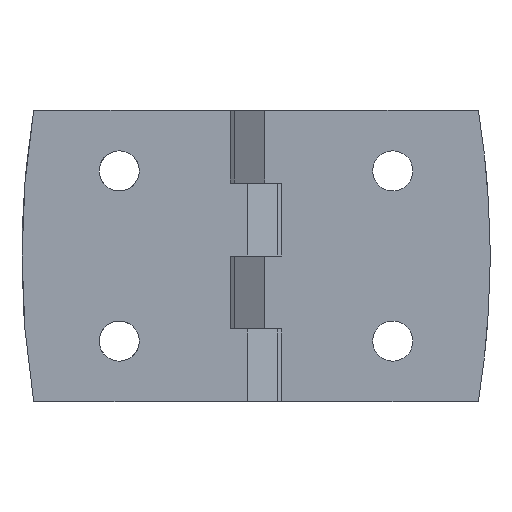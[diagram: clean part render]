
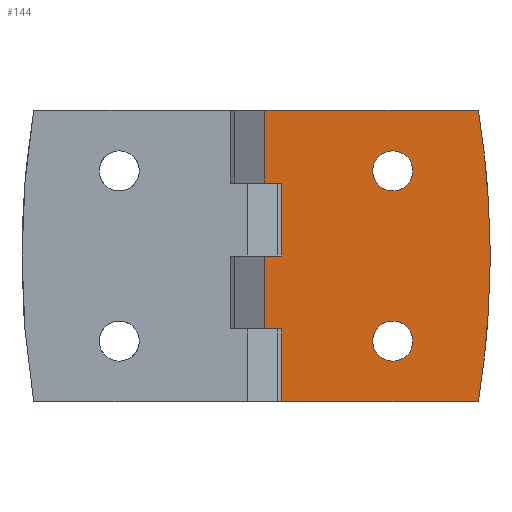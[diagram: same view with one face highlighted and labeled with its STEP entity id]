
A CAD part, front view. The second image highlights one B-rep face of the part: STEP entity #144.
In plain terms, the highlighted planar face has unit normal (0, -1, 0).
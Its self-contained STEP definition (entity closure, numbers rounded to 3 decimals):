
#144 = ADVANCED_FACE( '', ( #288, #289, #290 ), #291, .F. );
#288 = FACE_BOUND( '', #478, .T. );
#289 = FACE_BOUND( '', #479, .T. );
#290 = FACE_OUTER_BOUND( '', #480, .T. );
#291 = PLANE( '', #481 );
#478 = EDGE_LOOP( '', ( #682 ) );
#479 = EDGE_LOOP( '', ( #683 ) );
#480 = EDGE_LOOP( '', ( #684, #685, #686, #687, #688, #689, #690, #691, #692, #693, #694, #695 ) );
#481 = AXIS2_PLACEMENT_3D( '', #696, #697, #698 );
#682 = ORIENTED_EDGE( '', *, *, #1087, .T. );
#683 = ORIENTED_EDGE( '', *, *, #1088, .T. );
#684 = ORIENTED_EDGE( '', *, *, #1089, .T. );
#685 = ORIENTED_EDGE( '', *, *, #1090, .T. );
#686 = ORIENTED_EDGE( '', *, *, #1091, .T. );
#687 = ORIENTED_EDGE( '', *, *, #1067, .T. );
#688 = ORIENTED_EDGE( '', *, *, #1092, .F. );
#689 = ORIENTED_EDGE( '', *, *, #1093, .T. );
#690 = ORIENTED_EDGE( '', *, *, #1094, .F. );
#691 = ORIENTED_EDGE( '', *, *, #1095, .T. );
#692 = ORIENTED_EDGE( '', *, *, #1096, .T. );
#693 = ORIENTED_EDGE( '', *, *, #1097, .F. );
#694 = ORIENTED_EDGE( '', *, *, #1098, .F. );
#695 = ORIENTED_EDGE( '', *, *, #1099, .T. );
#696 = CARTESIAN_POINT( '', ( 1.4, -9., 24. ) );
#697 = DIRECTION( '', ( 0., 1., 0. ) );
#698 = DIRECTION( '', ( 0., 0., 1. ) );
#1067 = EDGE_CURVE( '', #1232, #1233, #1234, .F. );
#1087 = EDGE_CURVE( '', #1267, #1267, #1268, .T. );
#1088 = EDGE_CURVE( '', #1269, #1269, #1270, .T. );
#1089 = EDGE_CURVE( '', #1271, #1272, #1273, .T. );
#1090 = EDGE_CURVE( '', #1272, #1274, #1275, .T. );
#1091 = EDGE_CURVE( '', #1274, #1232, #1276, .T. );
#1092 = EDGE_CURVE( '', #1277, #1233, #1278, .T. );
#1093 = EDGE_CURVE( '', #1277, #1279, #1280, .F. );
#1094 = EDGE_CURVE( '', #1281, #1279, #1282, .T. );
#1095 = EDGE_CURVE( '', #1281, #1283, #1284, .T. );
#1096 = EDGE_CURVE( '', #1283, #1285, #1286, .T. );
#1097 = EDGE_CURVE( '', #1287, #1285, #1288, .T. );
#1098 = EDGE_CURVE( '', #1289, #1287, #1290, .T. );
#1099 = EDGE_CURVE( '', #1289, #1271, #1291, .T. );
#1232 = VERTEX_POINT( '', #1479 );
#1233 = VERTEX_POINT( '', #1480 );
#1234 = CIRCLE( '', #1481, 150.585 );
#1267 = VERTEX_POINT( '', #1526 );
#1268 = CIRCLE( '', #1527, 3.3 );
#1269 = VERTEX_POINT( '', #1528 );
#1270 = CIRCLE( '', #1529, 3.3 );
#1271 = VERTEX_POINT( '', #1530 );
#1272 = VERTEX_POINT( '', #1531 );
#1273 = LINE( '', #1532, #1533 );
#1274 = VERTEX_POINT( '', #1534 );
#1275 = LINE( '', #1535, #1536 );
#1276 = LINE( '', #1537, #1538 );
#1277 = VERTEX_POINT( '', #1539 );
#1278 = LINE( '', #1540, #1541 );
#1279 = VERTEX_POINT( '', #1542 );
#1280 = CIRCLE( '', #1543, 150.585 );
#1281 = VERTEX_POINT( '', #1544 );
#1282 = LINE( '', #1545, #1546 );
#1283 = VERTEX_POINT( '', #1547 );
#1284 = LINE( '', #1548, #1549 );
#1285 = VERTEX_POINT( '', #1550 );
#1286 = LINE( '', #1551, #1552 );
#1287 = VERTEX_POINT( '', #1553 );
#1288 = LINE( '', #1554, #1555 );
#1289 = VERTEX_POINT( '', #1556 );
#1290 = LINE( '', #1557, #1558 );
#1291 = LINE( '', #1559, #1560 );
#1479 = CARTESIAN_POINT( '', ( 36.575, -9., -24. ) );
#1480 = CARTESIAN_POINT( '', ( 38.49, -9., -1.735 ) );
#1481 = AXIS2_PLACEMENT_3D( '', #2114, #2115, #2116 );
#1526 = CARTESIAN_POINT( '', ( 22.5, -9., -10.7 ) );
#1527 = AXIS2_PLACEMENT_3D( '', #2141, #2142, #2143 );
#1528 = CARTESIAN_POINT( '', ( 22.5, -9., 17.3 ) );
#1529 = AXIS2_PLACEMENT_3D( '', #2144, #2145, #2146 );
#1530 = CARTESIAN_POINT( '', ( 1.4, -9., -12. ) );
#1531 = CARTESIAN_POINT( '', ( 4.2, -9., -12. ) );
#1532 = CARTESIAN_POINT( '', ( 1.4, -9., -12. ) );
#1533 = VECTOR( '', #2147, 1000. );
#1534 = CARTESIAN_POINT( '', ( 4.2, -9., -24. ) );
#1535 = CARTESIAN_POINT( '', ( 4.2, -9., 24. ) );
#1536 = VECTOR( '', #2148, 1000. );
#1537 = CARTESIAN_POINT( '', ( 1.4, -9., -24. ) );
#1538 = VECTOR( '', #2149, 1000. );
#1539 = CARTESIAN_POINT( '', ( 38.49, -9., 1.735 ) );
#1540 = CARTESIAN_POINT( '', ( 38.49, -9., 24. ) );
#1541 = VECTOR( '', #2150, 1000. );
#1542 = CARTESIAN_POINT( '', ( 36.575, -9., 24. ) );
#1543 = AXIS2_PLACEMENT_3D( '', #2151, #2152, #2153 );
#1544 = CARTESIAN_POINT( '', ( 1.4, -9., 24. ) );
#1545 = CARTESIAN_POINT( '', ( 1.4, -9., 24. ) );
#1546 = VECTOR( '', #2154, 1000. );
#1547 = CARTESIAN_POINT( '', ( 1.4, -9., 12. ) );
#1548 = CARTESIAN_POINT( '', ( 1.4, -9., 24. ) );
#1549 = VECTOR( '', #2155, 1000. );
#1550 = CARTESIAN_POINT( '', ( 4.2, -9., 12. ) );
#1551 = CARTESIAN_POINT( '', ( 1.4, -9., 12. ) );
#1552 = VECTOR( '', #2156, 1000. );
#1553 = CARTESIAN_POINT( '', ( 4.2, -9., 0. ) );
#1554 = CARTESIAN_POINT( '', ( 4.2, -9., 24. ) );
#1555 = VECTOR( '', #2157, 1000. );
#1556 = CARTESIAN_POINT( '', ( 1.4, -9., 0. ) );
#1557 = CARTESIAN_POINT( '', ( 1.4, -9., 0. ) );
#1558 = VECTOR( '', #2158, 1000. );
#1559 = CARTESIAN_POINT( '', ( 1.4, -9., 24. ) );
#1560 = VECTOR( '', #2159, 1000. );
#2114 = CARTESIAN_POINT( '', ( -112.085, -9., 0. ) );
#2115 = DIRECTION( '', ( 0., 1., 0. ) );
#2116 = DIRECTION( '', ( 0., 0., 1. ) );
#2141 = CARTESIAN_POINT( '', ( 22.5, -9., -14. ) );
#2142 = DIRECTION( '', ( 0., 1., 0. ) );
#2143 = DIRECTION( '', ( 0., 0., 1. ) );
#2144 = CARTESIAN_POINT( '', ( 22.5, -9., 14. ) );
#2145 = DIRECTION( '', ( 0., 1., 0. ) );
#2146 = DIRECTION( '', ( 0., 0., 1. ) );
#2147 = DIRECTION( '', ( 1., 0., 0. ) );
#2148 = DIRECTION( '', ( 0., 0., -1. ) );
#2149 = DIRECTION( '', ( 1., 0., 0. ) );
#2150 = DIRECTION( '', ( 0., 0., -1. ) );
#2151 = CARTESIAN_POINT( '', ( -112.085, -9., 0. ) );
#2152 = DIRECTION( '', ( 0., 1., 0. ) );
#2153 = DIRECTION( '', ( 0., 0., 1. ) );
#2154 = DIRECTION( '', ( 1., 0., 0. ) );
#2155 = DIRECTION( '', ( 0., 0., -1. ) );
#2156 = DIRECTION( '', ( 1., 0., 0. ) );
#2157 = DIRECTION( '', ( 0., 0., 1. ) );
#2158 = DIRECTION( '', ( 1., 0., 0. ) );
#2159 = DIRECTION( '', ( 0., 0., -1. ) );
